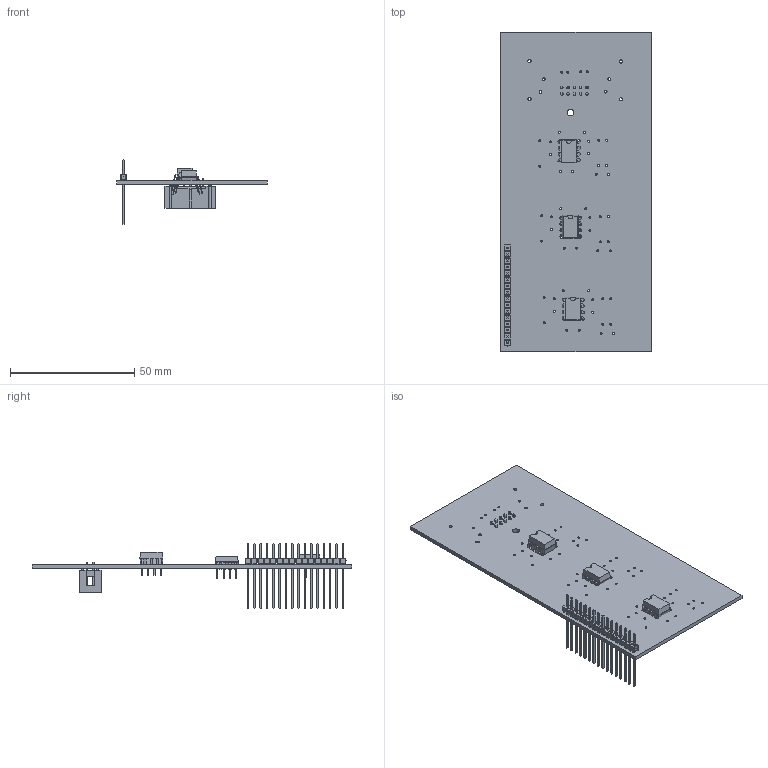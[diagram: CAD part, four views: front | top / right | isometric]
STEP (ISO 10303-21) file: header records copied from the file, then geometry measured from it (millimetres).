
FILE_DESCRIPTION(('KiCad electronic assembly'),'2;1');
FILE_NAME('MainBoard.step','2024-07-28T07:02:46',('Pcbnew'),('Kicad'), 'Open CASCADE STEP processor 7.6','KiCad to STEP converter','Unknown' );
FILE_SCHEMA(('AUTOMOTIVE_DESIGN { 1 0 10303 214 1 1 1 1 }'));
Length unit declared in the file: millimetre
Products named in the file (8): MainBoard 1; TL072CN; UA741CN; TSW-116-12-T-S; 1761681-3; _autosave-MainBoard_PCB
Assembly tree (9 placements, depth 3):
  MainBoard 1
    TL072CN  x3
      UA741CN
    TSW-116-12-T-S
      TSW-116-12-T-S
    1761681-3
      1761681-3
    _autosave-MainBoard_PCB
Bounding box: 60.5 x 128.5 x 26.16 mm (x, y, z)
Volume: 14320.8 mm3; surface area: 20689.6 mm2
Topology: 31 solids, 31 shells, 1448 faces, 3712 edges, 2380 vertices
Faces by surface type: plane 1271, cylinder 167, bspline 10
Full cylindrical faces by diameter (mm): 0.8 x52, 1.02 x26, 1.06 x4, 1.118 x24, 1.3 x4, 2.7 x1
Entity records: 36805 total; most frequent: CARTESIAN_POINT 6604, ORIENTED_EDGE 6216, DIRECTION 5806, EDGE_CURVE 3108, LINE 2812, VECTOR 2812, VERTEX_POINT 1984, FACE_BOUND 1516
